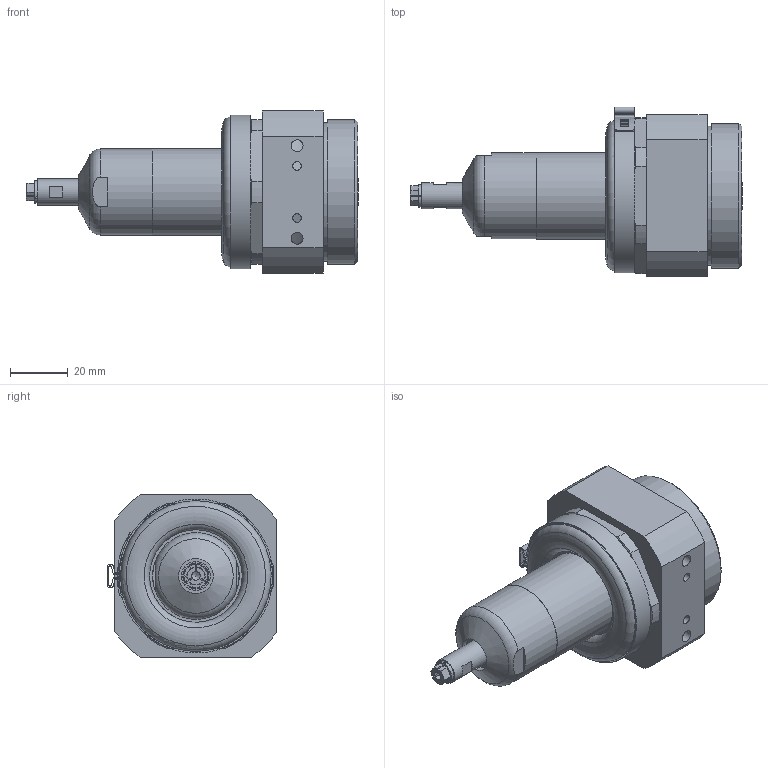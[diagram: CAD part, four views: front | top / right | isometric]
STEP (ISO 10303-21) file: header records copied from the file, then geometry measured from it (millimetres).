
FILE_DESCRIPTION(/* description */ (''),/* implementation_level */ '2;1');
FILE_NAME(/* name */ 'ESR 1000 FW_29948715.stp',/* time_stamp */ '2014-12-11T14:26:23+01:00',/* author */ ('ekoch'),/* organization */ (''),/* preprocessor_version */ 'ST-DEVELOPER v15.2',/* originating_system */ 'Autodesk Inventor 2014',/* authorisation */ '');
FILE_SCHEMA (('AUTOMOTIVE_DESIGN { 1 0 10303 214 3 1 1 }'));
Length unit declared in the file: millimetre
Products named in the file (1): ESR 1000 FW_29948715
Bounding box: 114.74 x 58.69 x 56 mm (x, y, z)
Volume: 134776.5 mm3; surface area: 32340.1 mm2
Topology: 1 solids, 8 shells, 290 faces, 738 edges, 482 vertices
Faces by surface type: plane 152, cylinder 88, cone 41, torus 9
Full cylindrical faces by diameter (mm): 3 x3, 3.1 x1, 4.134 x3, 4.459 x1, 4.5 x4, 6 x1, 7.2 x1, 7.8 x1, 8 x4, 9 x1, 9.9 x1, 10 x1, 11 x1, 12 x1, 16 x1, 29.8 x1, 30 x1, 32 x1, 34 x1, 40 x1, 44.5 x1, 45 x2, 48 x2, 48.376 x1, 49.5 x1, 50 x4
Entity records: 8593 total; most frequent: CARTESIAN_POINT 1782, DIRECTION 1357, ORIENTED_EDGE 1248, EDGE_CURVE 624, AXIS2_PLACEMENT_3D 539, VERTEX_POINT 439, EDGE_LOOP 411, ADVANCED_FACE 290
